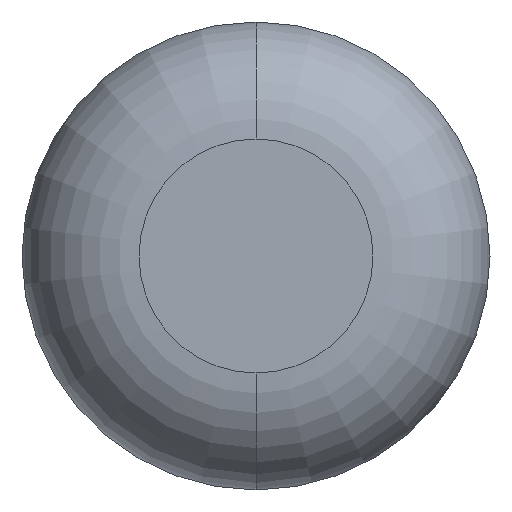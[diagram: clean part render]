
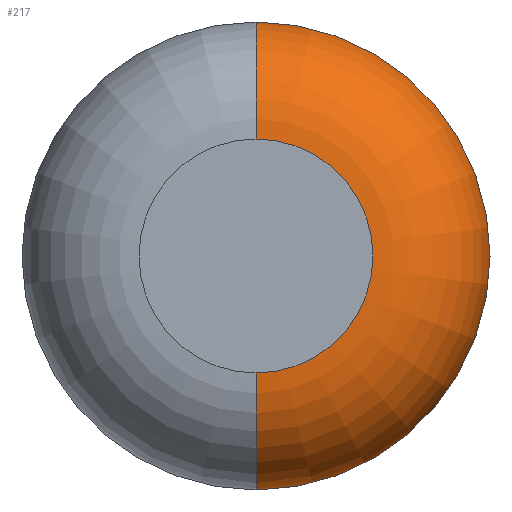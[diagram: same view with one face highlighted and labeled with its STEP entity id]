
A CAD part, front view. The second image highlights one B-rep face of the part: STEP entity #217.
In plain terms, the highlighted toroidal (fillet/blend) face has major radius 6.35 mm and minor radius 6.35 mm.
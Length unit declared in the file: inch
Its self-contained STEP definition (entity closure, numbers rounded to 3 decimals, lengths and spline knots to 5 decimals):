
#5 = CARTESIAN_POINT ( 'NONE',  ( 0., 0., -0.25 ) ) ;
#29 = DIRECTION ( 'NONE',  ( 0., -1., 0. ) ) ;
#38 = VERTEX_POINT ( 'NONE', #99 ) ;
#43 = DIRECTION ( 'NONE',  ( 0., 0., -1. ) ) ;
#52 = DIRECTION ( 'NONE',  ( 1., 0., 0. ) ) ;
#62 = DIRECTION ( 'NONE',  ( 0., 0., -1. ) ) ;
#69 = ORIENTED_EDGE ( 'NONE', *, *, #328, .F. ) ;
#73 = EDGE_CURVE ( 'NONE', #222, #419, #406, .T. ) ;
#99 = CARTESIAN_POINT ( 'NONE',  ( 0., 0.25, 0.5 ) ) ;
#106 = EDGE_CURVE ( 'NONE', #38, #354, #422, .T. ) ;
#108 = CIRCLE ( 'NONE', #201, 0.25 ) ;
#184 = DIRECTION ( 'NONE',  ( -1., 0., 0. ) ) ;
#189 = CARTESIAN_POINT ( 'NONE',  ( 0., 0.25, -0.25 ) ) ;
#198 = ORIENTED_EDGE ( 'NONE', *, *, #388, .T. ) ;
#201 = AXIS2_PLACEMENT_3D ( 'NONE', #416, #346, #340 ) ;
#212 = CARTESIAN_POINT ( 'NONE',  ( 0., 0., 0.25 ) ) ;
#217 = ADVANCED_FACE ( 'NONE', ( #492 ), #232, .T. ) ;
#222 = VERTEX_POINT ( 'NONE', #445 ) ;
#232 = TOROIDAL_SURFACE ( 'NONE', #536, 0.25, 0.25 ) ;
#259 = CARTESIAN_POINT ( 'NONE',  ( 0., 0.25, 0.25 ) ) ;
#265 = ORIENTED_EDGE ( 'NONE', *, *, #106, .T. ) ;
#320 = AXIS2_PLACEMENT_3D ( 'NONE', #189, #184, #477 ) ;
#321 = AXIS2_PLACEMENT_3D ( 'NONE', #259, #52, #366 ) ;
#328 = EDGE_CURVE ( 'NONE', #419, #354, #108, .T. ) ;
#340 = DIRECTION ( 'NONE',  ( 0., 0., -1. ) ) ;
#346 = DIRECTION ( 'NONE',  ( 0., -1., 0. ) ) ;
#354 = VERTEX_POINT ( 'NONE', #212 ) ;
#366 = DIRECTION ( 'NONE',  ( 0., 0., -1. ) ) ;
#388 = EDGE_CURVE ( 'NONE', #222, #38, #421, .T. ) ;
#402 = ORIENTED_EDGE ( 'NONE', *, *, #73, .F. ) ;
#406 = CIRCLE ( 'NONE', #320, 0.25 ) ;
#413 = CARTESIAN_POINT ( 'NONE',  ( 0., 0.25, 0. ) ) ;
#416 = CARTESIAN_POINT ( 'NONE',  ( 0., 0., 0. ) ) ;
#419 = VERTEX_POINT ( 'NONE', #5 ) ;
#421 = CIRCLE ( 'NONE', #541, 0.5 ) ;
#422 = CIRCLE ( 'NONE', #321, 0.25 ) ;
#432 = EDGE_LOOP ( 'NONE', ( #198, #265, #69, #402 ) ) ;
#445 = CARTESIAN_POINT ( 'NONE',  ( 0., 0.25, -0.5 ) ) ;
#474 = DIRECTION ( 'NONE',  ( 0., -1., 0. ) ) ;
#477 = DIRECTION ( 'NONE',  ( 0., 0., 1. ) ) ;
#492 = FACE_OUTER_BOUND ( 'NONE', #432, .T. ) ;
#514 = CARTESIAN_POINT ( 'NONE',  ( 0., 0.25, 0. ) ) ;
#536 = AXIS2_PLACEMENT_3D ( 'NONE', #413, #29, #62 ) ;
#541 = AXIS2_PLACEMENT_3D ( 'NONE', #514, #474, #43 ) ;
